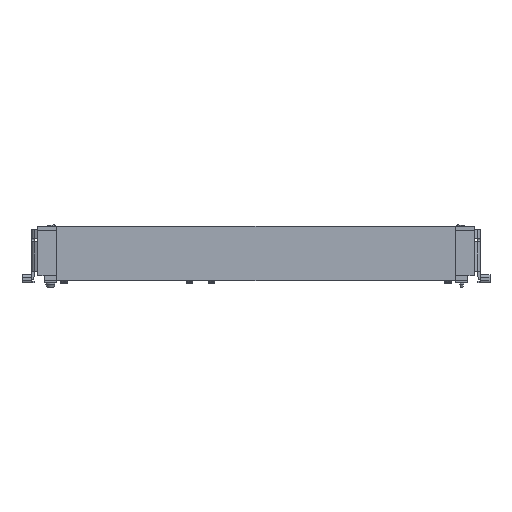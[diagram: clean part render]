
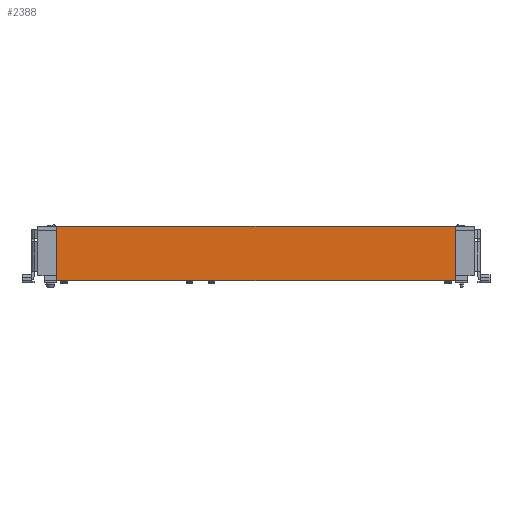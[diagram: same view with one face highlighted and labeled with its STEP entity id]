
A CAD part, front view. The second image highlights one B-rep face of the part: STEP entity #2388.
In plain terms, the highlighted planar face has unit normal (0, -1, 0).
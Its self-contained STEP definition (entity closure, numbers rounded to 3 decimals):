
#1443=CARTESIAN_POINT('',(-32.35,-3.7,9.2));
#1444=VERTEX_POINT('',#1443);
#1445=CARTESIAN_POINT('',(-32.35,-3.7,0.35));
#1446=VERTEX_POINT('',#1445);
#1447=CARTESIAN_POINT('',(-32.35,-3.7,9.2));
#1448=DIRECTION('',(0.0,0.0,-1.0));
#1449=VECTOR('',#1448,8.85);
#1450=LINE('',#1447,#1449);
#1451=EDGE_CURVE('',#1444,#1446,#1450,.T.);
#1515=CARTESIAN_POINT('',(32.35,-3.7,9.2));
#1516=VERTEX_POINT('',#1515);
#1517=CARTESIAN_POINT('',(32.35,-3.7,0.35));
#1518=VERTEX_POINT('',#1517);
#1519=CARTESIAN_POINT('',(32.35,-3.7,9.2));
#1520=DIRECTION('',(0.0,0.0,-1.0));
#1521=VECTOR('',#1520,8.85);
#1522=LINE('',#1519,#1521);
#1523=EDGE_CURVE('',#1516,#1518,#1522,.T.);
#2367=CARTESIAN_POINT('',(-34.75,-3.7,4.875));
#2368=DIRECTION('',(0.0,1.0,0.0));
#2369=DIRECTION('',(1.0,0.0,0.0));
#2370=AXIS2_PLACEMENT_3D('',#2367,#2368,#2369);
#2371=PLANE('',#2370);
#2372=ORIENTED_EDGE('',*,*,#1451,.T.);
#2373=CARTESIAN_POINT('',(-32.35,-3.7,0.35));
#2374=DIRECTION('',(1.0,0.0,0.0));
#2375=VECTOR('',#2374,64.7);
#2376=LINE('',#2373,#2375);
#2377=EDGE_CURVE('',#1446,#1518,#2376,.T.);
#2378=ORIENTED_EDGE('',*,*,#2377,.T.);
#2379=ORIENTED_EDGE('',*,*,#1523,.F.);
#2380=CARTESIAN_POINT('',(-32.35,-3.7,9.2));
#2381=DIRECTION('',(1.0,0.0,0.0));
#2382=VECTOR('',#2381,64.7);
#2383=LINE('',#2380,#2382);
#2384=EDGE_CURVE('',#1444,#1516,#2383,.T.);
#2385=ORIENTED_EDGE('',*,*,#2384,.F.);
#2386=EDGE_LOOP('',(#2372,#2378,#2379,#2385));
#2387=FACE_OUTER_BOUND('',#2386,.T.);
#2388=ADVANCED_FACE('',(#2387),#2371,.F.);
